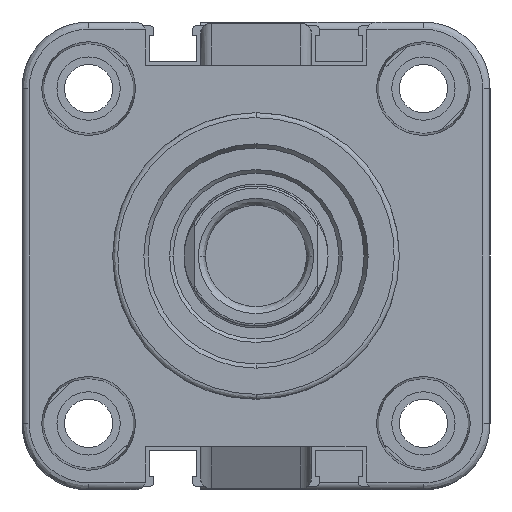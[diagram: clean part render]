
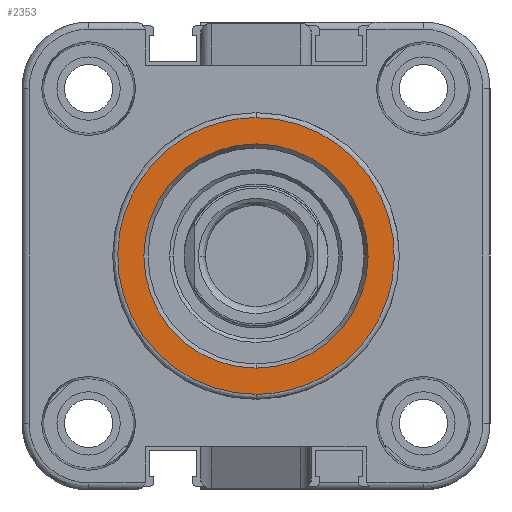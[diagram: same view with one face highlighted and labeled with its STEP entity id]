
A CAD part, front view. The second image highlights one B-rep face of the part: STEP entity #2353.
In plain terms, the highlighted face is planar.
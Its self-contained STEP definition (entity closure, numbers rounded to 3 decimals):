
#601 = VERTEX_POINT ( 'NONE', #7942 ) ;
#622 = CARTESIAN_POINT ( 'NONE',  ( 274.95, 214.438, 269.266 ) ) ;
#1284 = VERTEX_POINT ( 'NONE', #13981 ) ;
#1783 = CARTESIAN_POINT ( 'NONE',  ( 274.95, 234.338, 288.466 ) ) ;
#1835 = DIRECTION ( 'NONE',  ( 0., 0., 1. ) ) ;
#2225 =( BOUNDED_CURVE ( )  B_SPLINE_CURVE ( 3, ( #8589, #5215, #11854, #6198 ),
 .UNSPECIFIED., .F., .F. ) 
 B_SPLINE_CURVE_WITH_KNOTS ( ( 4, 4 ),
 ( 0., 1. ),
 .UNSPECIFIED. ) 
 CURVE ( )  GEOMETRIC_REPRESENTATION_ITEM ( )  RATIONAL_B_SPLINE_CURVE ( ( 1., 0.333, 0.333, 1. ) ) 
 REPRESENTATION_ITEM ( '' )  );
#2353 = ADVANCED_FACE ( 'NONE', ( #8176, #9170 ), #2662, .F. ) ;
#2465 = VERTEX_POINT ( 'NONE', #7456 ) ;
#2662 = PLANE ( 'NONE',  #7641 ) ;
#2785 = ORIENTED_EDGE ( 'NONE', *, *, #3807, .F. ) ;
#2939 = CARTESIAN_POINT ( 'NONE',  ( 274.95, 214.438, 307.666 ) ) ;
#3807 = EDGE_CURVE ( 'NONE', #2465, #601, #12542, .T. ) ;
#3891 = CARTESIAN_POINT ( 'NONE',  ( 274.95, 214.438, 288.466 ) ) ;
#3987 = ORIENTED_EDGE ( 'NONE', *, *, #12501, .F. ) ;
#4251 = CARTESIAN_POINT ( 'NONE',  ( 274.95, 214.438, 288.466 ) ) ;
#5215 = CARTESIAN_POINT ( 'NONE',  ( 274.95, 176.038, 269.266 ) ) ;
#5257 = DIRECTION ( 'NONE',  ( 1., 0., 0. ) ) ;
#5260 = CIRCLE ( 'NONE', #9878, 15.577 ) ;
#5350 = VERTEX_POINT ( 'NONE', #12040 ) ;
#5529 = ORIENTED_EDGE ( 'NONE', *, *, #6690, .F. ) ;
#5970 = DIRECTION ( 'NONE',  ( 1., 0., 0. ) ) ;
#6198 = CARTESIAN_POINT ( 'NONE',  ( 274.95, 214.438, 307.666 ) ) ;
#6301 = DIRECTION ( 'NONE',  ( 0., 0., -1. ) ) ;
#6624 = EDGE_CURVE ( 'NONE', #1284, #5350, #5260, .T. ) ;
#6690 = EDGE_CURVE ( 'NONE', #601, #2465, #2225, .T. ) ;
#6709 = ORIENTED_EDGE ( 'NONE', *, *, #6624, .F. ) ;
#7269 = DIRECTION ( 'NONE',  ( -1., 0., 0. ) ) ;
#7318 = CIRCLE ( 'NONE', #7407, 15.577 ) ;
#7407 = AXIS2_PLACEMENT_3D ( 'NONE', #3891, #5970, #13598 ) ;
#7456 = CARTESIAN_POINT ( 'NONE',  ( 274.95, 214.438, 307.666 ) ) ;
#7641 = AXIS2_PLACEMENT_3D ( 'NONE', #1783, #7269, #1835 ) ;
#7942 = CARTESIAN_POINT ( 'NONE',  ( 274.95, 214.438, 269.266 ) ) ;
#8176 = FACE_BOUND ( 'NONE', #8927, .T. ) ;
#8589 = CARTESIAN_POINT ( 'NONE',  ( 274.95, 214.438, 269.266 ) ) ;
#8642 = EDGE_LOOP ( 'NONE', ( #2785, #5529 ) ) ;
#8927 = EDGE_LOOP ( 'NONE', ( #6709, #3987 ) ) ;
#9170 = FACE_OUTER_BOUND ( 'NONE', #8642, .T. ) ;
#9878 = AXIS2_PLACEMENT_3D ( 'NONE', #4251, #5257, #6301 ) ;
#11854 = CARTESIAN_POINT ( 'NONE',  ( 274.95, 176.038, 307.666 ) ) ;
#12040 = CARTESIAN_POINT ( 'NONE',  ( 274.95, 214.438, 304.043 ) ) ;
#12501 = EDGE_CURVE ( 'NONE', #5350, #1284, #7318, .T. ) ;
#12542 =( BOUNDED_CURVE ( )  B_SPLINE_CURVE ( 3, ( #2939, #13792, #12729, #622 ),
 .UNSPECIFIED., .F., .F. ) 
 B_SPLINE_CURVE_WITH_KNOTS ( ( 4, 4 ),
 ( 0., 1. ),
 .UNSPECIFIED. ) 
 CURVE ( )  GEOMETRIC_REPRESENTATION_ITEM ( )  RATIONAL_B_SPLINE_CURVE ( ( 1., 0.333, 0.333, 1. ) ) 
 REPRESENTATION_ITEM ( '' )  );
#12729 = CARTESIAN_POINT ( 'NONE',  ( 274.95, 252.838, 269.266 ) ) ;
#13598 = DIRECTION ( 'NONE',  ( 0., 0., -1. ) ) ;
#13792 = CARTESIAN_POINT ( 'NONE',  ( 274.95, 252.838, 307.666 ) ) ;
#13981 = CARTESIAN_POINT ( 'NONE',  ( 274.95, 214.438, 272.889 ) ) ;
